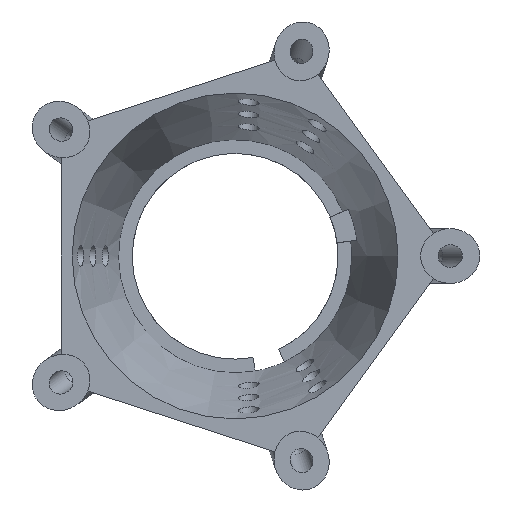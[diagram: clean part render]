
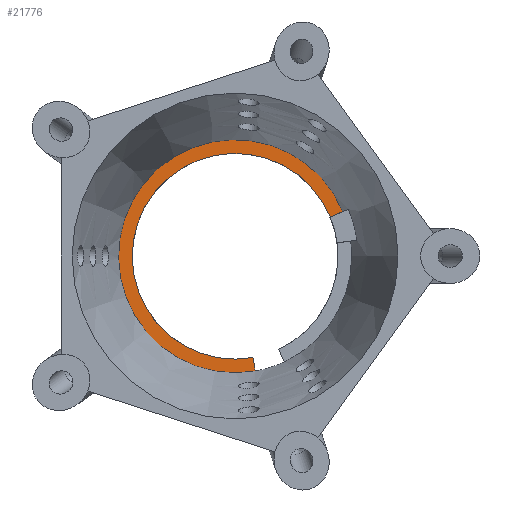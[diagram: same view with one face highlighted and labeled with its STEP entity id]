
A CAD part, top view. The second image highlights one B-rep face of the part: STEP entity #21776.
In plain terms, the highlighted planar face has unit normal (0, 0, 1).
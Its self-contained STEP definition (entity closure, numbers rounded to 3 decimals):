
#192 = PLANE('',#193);
#193 = AXIS2_PLACEMENT_3D('',#194,#195,#196);
#194 = CARTESIAN_POINT('',(2.952,-16.742,0.));
#195 = DIRECTION('',(-0.985,-0.174,0.));
#196 = DIRECTION('',(-0.174,0.985,0.));
#225 = CYLINDRICAL_SURFACE('',#226,15.);
#226 = AXIS2_PLACEMENT_3D('',#227,#228,#229);
#227 = CARTESIAN_POINT('',(0.,0.,0.));
#228 = DIRECTION('',(0.,0.,-1.));
#229 = DIRECTION('',(1.,0.,0.));
#16141 = VERTEX_POINT('',#16142);
#16142 = CARTESIAN_POINT('',(2.952,-16.742,2.5));
#16163 = EDGE_CURVE('',#16164,#16141,#16166,.T.);
#16164 = VERTEX_POINT('',#16165);
#16165 = CARTESIAN_POINT('',(2.605,-14.772,2.5));
#16166 = SURFACE_CURVE('',#16167,(#16171,#16177),.PCURVE_S1.);
#16167 = LINE('',#16168,#16169);
#16168 = CARTESIAN_POINT('',(1.476,-8.371,2.5));
#16169 = VECTOR('',#16170,1.);
#16170 = DIRECTION('',(0.174,-0.985,0.));
#16171 = PCURVE('',#192,#16172);
#16172 = DEFINITIONAL_REPRESENTATION('',(#16173),#16176);
#16173 = B_SPLINE_CURVE_WITH_KNOTS('',1,(#16174,#16175),.UNSPECIFIED.,
  .F.,.F.,(2,2),(6.3,8.7),.PIECEWISE_BEZIER_KNOTS.);
#16174 = CARTESIAN_POINT('',(2.2,-2.5));
#16175 = CARTESIAN_POINT('',(-0.2,-2.5));
#16176 = ( GEOMETRIC_REPRESENTATION_CONTEXT(2) 
PARAMETRIC_REPRESENTATION_CONTEXT() REPRESENTATION_CONTEXT('2D SPACE',''
  ) );
#16177 = PCURVE('',#16178,#16183);
#16178 = PLANE('',#16179);
#16179 = AXIS2_PLACEMENT_3D('',#16180,#16181,#16182);
#16180 = CARTESIAN_POINT('',(0.,0.,2.5));
#16181 = DIRECTION('',(0.,0.,1.));
#16182 = DIRECTION('',(1.,0.,0.));
#16183 = DEFINITIONAL_REPRESENTATION('',(#16184),#16187);
#16184 = B_SPLINE_CURVE_WITH_KNOTS('',1,(#16185,#16186),.UNSPECIFIED.,
  .F.,.F.,(2,2),(6.3,8.7),.PIECEWISE_BEZIER_KNOTS.);
#16185 = CARTESIAN_POINT('',(2.57,-14.575));
#16186 = CARTESIAN_POINT('',(2.987,-16.939));
#16187 = ( GEOMETRIC_REPRESENTATION_CONTEXT(2) 
PARAMETRIC_REPRESENTATION_CONTEXT() REPRESENTATION_CONTEXT('2D SPACE',''
  ) );
#16252 = CONICAL_SURFACE('',#16253,17.,0.291);
#16253 = AXIS2_PLACEMENT_3D('',#16254,#16255,#16256);
#16254 = CARTESIAN_POINT('',(0.,0.,2.5));
#16255 = DIRECTION('',(0.,0.,1.));
#16256 = DIRECTION('',(1.,0.,0.));
#16322 = EDGE_CURVE('',#16164,#16323,#16325,.T.);
#16323 = VERTEX_POINT('',#16324);
#16324 = CARTESIAN_POINT('',(13.858,5.74,2.5));
#16325 = SURFACE_CURVE('',#16326,(#16331,#16338),.PCURVE_S1.);
#16326 = CIRCLE('',#16327,15.);
#16327 = AXIS2_PLACEMENT_3D('',#16328,#16329,#16330);
#16328 = CARTESIAN_POINT('',(0.,0.,2.5));
#16329 = DIRECTION('',(0.,0.,-1.));
#16330 = DIRECTION('',(1.,0.,0.));
#16331 = PCURVE('',#225,#16332);
#16332 = DEFINITIONAL_REPRESENTATION('',(#16333),#16337);
#16333 = LINE('',#16334,#16335);
#16334 = CARTESIAN_POINT('',(0.,-2.5));
#16335 = VECTOR('',#16336,1.);
#16336 = DIRECTION('',(1.,0.));
#16337 = ( GEOMETRIC_REPRESENTATION_CONTEXT(2) 
PARAMETRIC_REPRESENTATION_CONTEXT() REPRESENTATION_CONTEXT('2D SPACE',''
  ) );
#16338 = PCURVE('',#16178,#16339);
#16339 = DEFINITIONAL_REPRESENTATION('',(#16340),#16348);
#16340 = ( BOUNDED_CURVE() B_SPLINE_CURVE(2,(#16341,#16342,#16343,#16344
    ,#16345,#16346,#16347),.UNSPECIFIED.,.T.,.F.) 
B_SPLINE_CURVE_WITH_KNOTS((1,2,2,2,2,1),(-2.094,0.,
    2.094,4.189,6.283,8.378),
.UNSPECIFIED.) CURVE() GEOMETRIC_REPRESENTATION_ITEM() 
RATIONAL_B_SPLINE_CURVE((1.,0.5,1.,0.5,1.,0.5,1.)) REPRESENTATION_ITEM(
  '') );
#16341 = CARTESIAN_POINT('',(15.,0.));
#16342 = CARTESIAN_POINT('',(15.,-25.981));
#16343 = CARTESIAN_POINT('',(-7.5,-12.99));
#16344 = CARTESIAN_POINT('',(-30.,0.));
#16345 = CARTESIAN_POINT('',(-7.5,12.99));
#16346 = CARTESIAN_POINT('',(15.,25.981));
#16347 = CARTESIAN_POINT('',(15.,0.));
#16348 = ( GEOMETRIC_REPRESENTATION_CONTEXT(2) 
PARAMETRIC_REPRESENTATION_CONTEXT() REPRESENTATION_CONTEXT('2D SPACE',''
  ) );
#21776 = ADVANCED_FACE('',(#21777),#16178,.T.);
#21777 = FACE_BOUND('',#21778,.T.);
#21778 = EDGE_LOOP('',(#21779,#21807,#21829,#21830));
#21779 = ORIENTED_EDGE('',*,*,#21780,.T.);
#21780 = EDGE_CURVE('',#16323,#21781,#21783,.T.);
#21781 = VERTEX_POINT('',#21782);
#21782 = CARTESIAN_POINT('',(15.706,6.506,2.5));
#21783 = SURFACE_CURVE('',#21784,(#21788,#21795),.PCURVE_S1.);
#21784 = LINE('',#21785,#21786);
#21785 = CARTESIAN_POINT('',(13.858,5.74,2.5));
#21786 = VECTOR('',#21787,1.);
#21787 = DIRECTION('',(0.924,0.383,0.));
#21788 = PCURVE('',#16178,#21789);
#21789 = DEFINITIONAL_REPRESENTATION('',(#21790),#21794);
#21790 = LINE('',#21791,#21792);
#21791 = CARTESIAN_POINT('',(13.858,5.74));
#21792 = VECTOR('',#21793,1.);
#21793 = DIRECTION('',(0.924,0.383));
#21794 = ( GEOMETRIC_REPRESENTATION_CONTEXT(2) 
PARAMETRIC_REPRESENTATION_CONTEXT() REPRESENTATION_CONTEXT('2D SPACE',''
  ) );
#21795 = PCURVE('',#21796,#21801);
#21796 = PLANE('',#21797);
#21797 = AXIS2_PLACEMENT_3D('',#21798,#21799,#21800);
#21798 = CARTESIAN_POINT('',(13.858,5.74,2.5));
#21799 = DIRECTION('',(-0.383,0.924,0.));
#21800 = DIRECTION('',(0.924,0.383,0.));
#21801 = DEFINITIONAL_REPRESENTATION('',(#21802),#21806);
#21802 = LINE('',#21803,#21804);
#21803 = CARTESIAN_POINT('',(0.,0.));
#21804 = VECTOR('',#21805,1.);
#21805 = DIRECTION('',(1.,0.));
#21806 = ( GEOMETRIC_REPRESENTATION_CONTEXT(2) 
PARAMETRIC_REPRESENTATION_CONTEXT() REPRESENTATION_CONTEXT('2D SPACE',''
  ) );
#21807 = ORIENTED_EDGE('',*,*,#21808,.T.);
#21808 = EDGE_CURVE('',#21781,#16141,#21809,.T.);
#21809 = SURFACE_CURVE('',#21810,(#21815,#21822),.PCURVE_S1.);
#21810 = CIRCLE('',#21811,17.);
#21811 = AXIS2_PLACEMENT_3D('',#21812,#21813,#21814);
#21812 = CARTESIAN_POINT('',(0.,0.,2.5));
#21813 = DIRECTION('',(0.,0.,1.));
#21814 = DIRECTION('',(1.,0.,0.));
#21815 = PCURVE('',#16178,#21816);
#21816 = DEFINITIONAL_REPRESENTATION('',(#21817),#21821);
#21817 = CIRCLE('',#21818,17.);
#21818 = AXIS2_PLACEMENT_2D('',#21819,#21820);
#21819 = CARTESIAN_POINT('',(0.,0.));
#21820 = DIRECTION('',(1.,0.));
#21821 = ( GEOMETRIC_REPRESENTATION_CONTEXT(2) 
PARAMETRIC_REPRESENTATION_CONTEXT() REPRESENTATION_CONTEXT('2D SPACE',''
  ) );
#21822 = PCURVE('',#16252,#21823);
#21823 = DEFINITIONAL_REPRESENTATION('',(#21824),#21828);
#21824 = LINE('',#21825,#21826);
#21825 = CARTESIAN_POINT('',(0.,0.));
#21826 = VECTOR('',#21827,1.);
#21827 = DIRECTION('',(1.,0.));
#21828 = ( GEOMETRIC_REPRESENTATION_CONTEXT(2) 
PARAMETRIC_REPRESENTATION_CONTEXT() REPRESENTATION_CONTEXT('2D SPACE',''
  ) );
#21829 = ORIENTED_EDGE('',*,*,#16163,.F.);
#21830 = ORIENTED_EDGE('',*,*,#16322,.T.);
